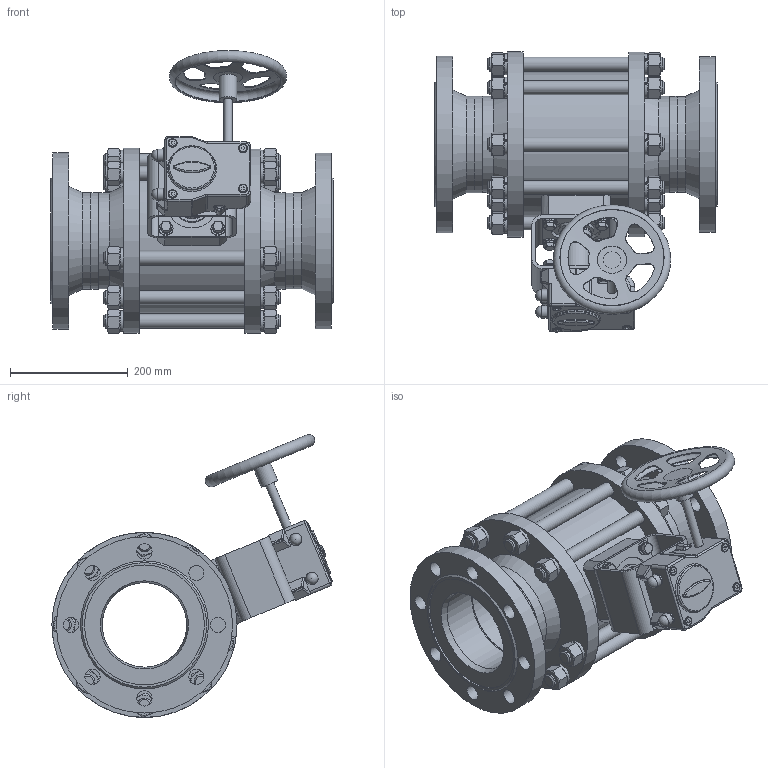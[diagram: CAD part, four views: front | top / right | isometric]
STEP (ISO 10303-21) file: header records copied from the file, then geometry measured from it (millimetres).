
FILE_DESCRIPTION(('STEP AP214'), '1');
FILE_NAME('埡39.211.150.000', '', ('UNSPECIFIED'), ('UNSPECIFIED'), 'ASCON STEP Converter 1.6', 'ASCON Math Kernel', '');
FILE_SCHEMA(('AUTOMOTIVE_DESIGN { 1 0 10303 214 3 1 1}'));
Length unit declared in the file: millimetre
Products named in the file (31): 埡39.211.150.000; 埡39.211.150.030; 埡39.211.150.040; 埡39.211.150.041; 埡39.211.150.042; 埡39.214.150.011; 埡39.214.150.012; 埡39.213.150.020; 埡39.214.150.021; 埡39.213.150.021; 埡39.010.150.025; 埡39.021.150.311; 埡39.010.150.037; 埡39.010.150.036; 埡39.010.150.029; 埡39.010.150.028; 埡39.010.150.015; 埡39.010.150.026; 埡39.110.150.016; 埡39.215.150.401; 埡39.211.200.304; 埡39.421.150.003; 埡39.010.150.003
Assembly tree (96 placements, depth 4):
  埡39.211.150.000
    埡39.211.150.030
      埡39.211.150.040  x2
        埡39.211.150.041
        埡39.211.150.042
      埡39.214.150.011  x2
      埡39.214.150.012  x2
      埡39.213.150.020
        埡39.214.150.021
        埡39.213.150.021
      埡39.010.150.025
      埡39.021.150.311
      埡39.010.150.037
      埡39.010.150.036  x4
      埡39.010.150.029
      埡39.010.150.028
      埡39.010.150.015
      埡39.010.150.026
      (unnamed)
      (unnamed)
      埡39.110.150.016  x8
      (unnamed)  x16
      (unnamed)  x16
    埡39.215.150.401
    (unnamed)
    埡39.211.200.304
    埡39.421.150.003  x2
    (unnamed)  x8
    (unnamed)  x8
    (unnamed)  x8
    埡39.010.150.003  x2
Bounding box: 480 x 476.85 x 481.42 mm (x, y, z)
Volume: 15185729 mm3; surface area: 2233578.1 mm2
Topology: 96 solids, 96 shells, 1171 faces, 2585 edges, 1663 vertices
Faces by surface type: plane 570, cylinder 358, cone 178, torus 45, bspline 13, sphere 7
Full cylindrical faces by diameter (mm): 8.376 x4, 10.106 x8, 12 x8, 13 x16, 15 x5, 20 x2, 20.752 x16, 21 x2, 23 x1, 24 x16, 26 x32, 30 x3, 32 x1, 32.3 x1, 33 x1, 34.376 x1, 35 x1, 36 x1, 36.7 x1, 37 x12, 44.5 x1, 45 x2, 48 x8, 50 x1, 54 x2, 60 x2, 65 x1, 80 x1, 85 x1, 144 x7
Entity records: 29153 total; most frequent: CARTESIAN_POINT 8776, DIRECTION 2808, ORIENTED_EDGE 2186, AXIS2_PLACEMENT_3D 1206, EDGE_CURVE 1093, EDGE_LOOP 927, VERTEX_POINT 814, PRESENTATION_STYLE_ASSIGNMENT 607
